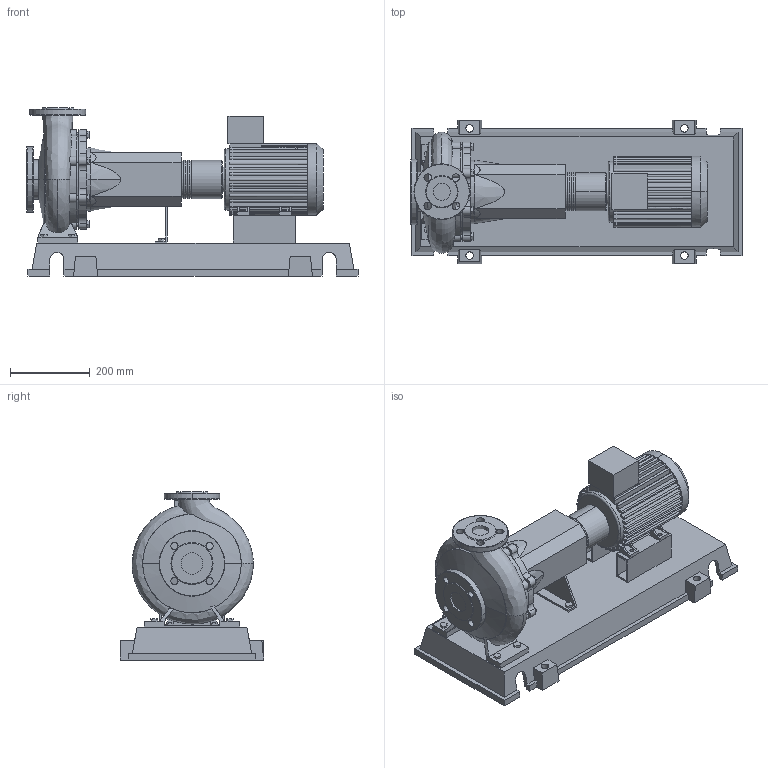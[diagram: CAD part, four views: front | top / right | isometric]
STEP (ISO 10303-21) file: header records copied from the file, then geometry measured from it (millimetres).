
FILE_DESCRIPTION((''),'2;1');
FILE_NAME('3d_NL32_200B-1.1-4-05-4110565.stp','2015-03-03T07:38:30',(''),(''),'Mechanical Desktop 2009','Mechanical Desktop 2009',', , ');
FILE_SCHEMA(('CONFIG_CONTROL_DESIGN'));
Length unit declared in the file: millimetre
Products named in the file (1): Product
Bounding box: 835 x 360 x 423 mm (x, y, z)
Volume: 23062584.2 mm3; surface area: 2010131.7 mm2
Topology: 13 solids, 13 shells, 814 faces, 2193 edges, 1445 vertices
Faces by surface type: plane 431, cylinder 182, bspline 181, cone 10, torus 10
Entity records: 29520 total; most frequent: CARTESIAN_POINT 9141, ORIENTED_EDGE 4388, DIRECTION 3973, EDGE_CURVE 2194, VERTEX_POINT 1444, VECTOR 1423, LINE 1423, AXIS2_PLACEMENT_3D 1275
